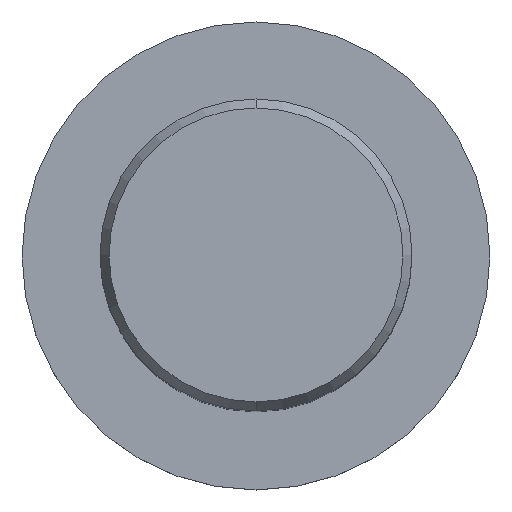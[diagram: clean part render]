
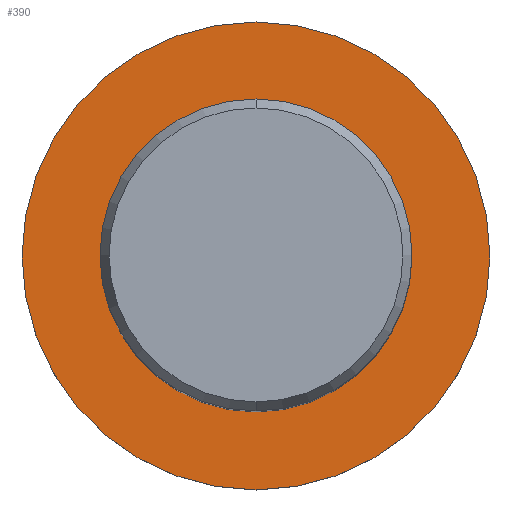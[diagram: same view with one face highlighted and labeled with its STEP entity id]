
A CAD part, top view. The second image highlights one B-rep face of the part: STEP entity #390.
In plain terms, the highlighted planar face has unit normal (0, 0, 1).
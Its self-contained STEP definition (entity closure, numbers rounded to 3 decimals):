
#246=EDGE_CURVE('',#382,#286,#583,.T.);
#286=VERTEX_POINT('',#629);
#306=EDGE_CURVE('',#352,#380,#650,.T.);
#338=EDGE_CURVE('',#380,#352,#686,.T.);
#352=VERTEX_POINT('',#700);
#380=VERTEX_POINT('',#729);
#382=VERTEX_POINT('',#731);
#390=ADVANCED_FACE('',(#739,#740),#741,.T.);
#494=EDGE_CURVE('',#286,#382,#857,.T.);
#583=CIRCLE('',#1010,16.0);
#629=CARTESIAN_POINT('',(0.0,16.0,-60.0));
#650=CIRCLE('',#1119,24.0);
#686=CIRCLE('',#1205,24.0);
#700=CARTESIAN_POINT('',(0.,-24.0,-60.0));
#729=CARTESIAN_POINT('',(0.0,24.0,-60.0));
#731=CARTESIAN_POINT('',(0.,-16.0,-60.0));
#739=FACE_BOUND('',#1348,.T.);
#740=FACE_OUTER_BOUND('',#1349,.T.);
#741=PLANE('',#1350);
#857=CIRCLE('',#1591,16.0);
#1010=AXIS2_PLACEMENT_3D('',#1669,#1670,#1671);
#1119=AXIS2_PLACEMENT_3D('',#1747,#1748,#1749);
#1205=AXIS2_PLACEMENT_3D('',#1797,#1798,#1799);
#1348=EDGE_LOOP('',(#1832,#1833));
#1349=EDGE_LOOP('',(#1834,#1835));
#1350=AXIS2_PLACEMENT_3D('',#1836,#1837,#1838);
#1591=AXIS2_PLACEMENT_3D('',#1992,#1993,#1994);
#1669=CARTESIAN_POINT('',(0.0,0.0,-60.0));
#1670=DIRECTION('',(-0.0,0.0,-1.0));
#1671=DIRECTION('',(0.0,1.0,0.0));
#1747=CARTESIAN_POINT('',(0.0,0.0,-60.0));
#1748=DIRECTION('',(0.0,0.0,-1.0));
#1749=DIRECTION('',(0.0,1.0,0.0));
#1797=CARTESIAN_POINT('',(0.0,0.0,-60.0));
#1798=DIRECTION('',(0.0,0.0,-1.0));
#1799=DIRECTION('',(0.0,1.0,0.0));
#1832=ORIENTED_EDGE('',*,*,#494,.T.);
#1833=ORIENTED_EDGE('',*,*,#246,.T.);
#1834=ORIENTED_EDGE('',*,*,#338,.F.);
#1835=ORIENTED_EDGE('',*,*,#306,.F.);
#1836=CARTESIAN_POINT('',(0.0,12.0,-60.0));
#1837=DIRECTION('',(-0.0,0.0,1.0));
#1838=DIRECTION('',(0.0,-1.0,0.0));
#1992=CARTESIAN_POINT('',(0.0,0.0,-60.0));
#1993=DIRECTION('',(-0.0,0.0,-1.0));
#1994=DIRECTION('',(0.0,1.0,0.0));
